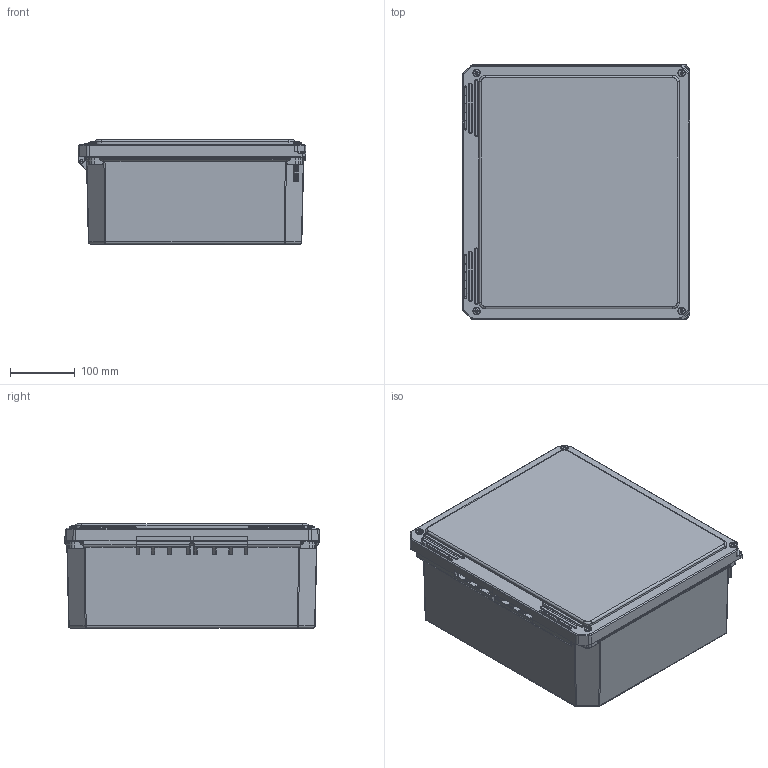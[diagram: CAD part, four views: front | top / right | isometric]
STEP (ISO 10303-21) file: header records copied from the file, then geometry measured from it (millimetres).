
FILE_DESCRIPTION(/* description */ (''),/* implementation_level */ '2;1');
FILE_NAME(/* name */ 'HW-141206SC.stp',/* time_stamp */ '2016-08-23T13:32:12-05:00',/* author */ ('lieb_t'),/* organization */ (''),/* preprocessor_version */ 'ST-DEVELOPER v16.5',/* originating_system */ 'Autodesk Inventor 2017',/* authorisation */ '');
FILE_SCHEMA (('CONFIG_CONTROL_DESIGN'));
Products named in the file (9): HW-141206SC; DS141206BOX; BRASS INSERT-(; BRASS INSERT-(_1; BRASS INSERT-(_2; DS141206CVR; GA141206; O_RING_COVER; COVER SCREW
Assembly tree (23 placements, depth 2):
  HW-141206SC
    DS141206BOX
    BRASS INSERT-(  x4
    BRASS INSERT-(_1  x4
    BRASS INSERT-(_2  x4
    DS141206CVR
    GA141206
    O_RING_COVER  x4
    COVER SCREW  x4
Bounding box: 352.17 x 393.82 x 161.07 mm (x, y, z)
Volume: 1978087.3 mm3; surface area: 1033767.9 mm2
Topology: 23 solids, 23 shells, 2149 faces, 5439 edges, 3216 vertices
Faces by surface type: cylinder 782, plane 713, bspline 359, torus 163, cone 96, sphere 36
Full cylindrical faces by diameter (mm): 3.48 x4, 3.861 x8, 3.962 x12, 5.055 x4, 5.563 x2, 5.766 x2, 6.248 x12, 6.401 x4, 6.426 x4, 7.937 x1, 7.938 x1, 11.049 x2, 11.43 x4
Entity records: 76098 total; most frequent: CARTESIAN_POINT 30507, DIRECTION 9691, ORIENTED_EDGE 9378, EDGE_CURVE 4689, AXIS2_PLACEMENT_3D 3712, VERTEX_POINT 2834, LINE 2267, VECTOR 2267
